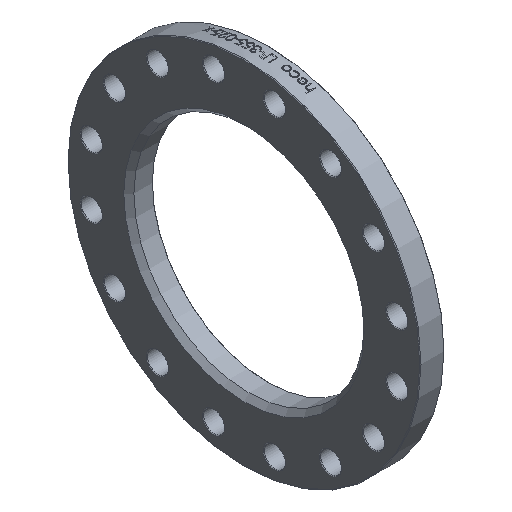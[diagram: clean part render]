
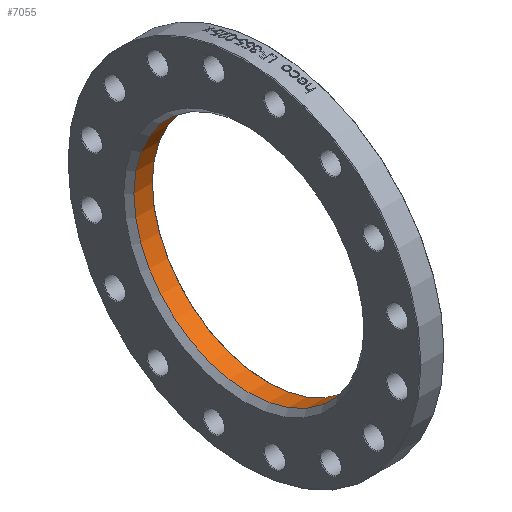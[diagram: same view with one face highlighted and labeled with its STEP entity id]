
A CAD part, isometric view. The second image highlights one B-rep face of the part: STEP entity #7055.
In plain terms, the highlighted cylindrical face has radius 181 mm (diameter 362 mm), a full revolution.
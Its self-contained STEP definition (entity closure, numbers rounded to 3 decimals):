
#28 = VERTEX_POINT ( 'NONE', #2945 ) ;
#100 = CIRCLE ( 'NONE', #2083, 181. ) ;
#187 = AXIS2_PLACEMENT_3D ( 'NONE', #2139, #5633, #6837 ) ;
#1198 = CYLINDRICAL_SURFACE ( 'NONE', #3252, 181. ) ;
#1919 = CARTESIAN_POINT ( 'NONE',  ( 0., 0., 0. ) ) ;
#2083 = AXIS2_PLACEMENT_3D ( 'NONE', #7541, #4068, #5104 ) ;
#2139 = CARTESIAN_POINT ( 'NONE',  ( 8., 0., 0. ) ) ;
#2309 = EDGE_CURVE ( 'NONE', #28, #28, #3524, .T. ) ;
#2356 = FACE_OUTER_BOUND ( 'NONE', #2629, .T. ) ;
#2629 = EDGE_LOOP ( 'NONE', ( #6928 ) ) ;
#2945 = CARTESIAN_POINT ( 'NONE',  ( 8., 0., -181. ) ) ;
#3118 = DIRECTION ( 'NONE',  ( -1., 0., 0. ) ) ;
#3162 = ORIENTED_EDGE ( 'NONE', *, *, #7675, .T. ) ;
#3252 = AXIS2_PLACEMENT_3D ( 'NONE', #1919, #3118, #7651 ) ;
#3524 = CIRCLE ( 'NONE', #187, 181. ) ;
#4068 = DIRECTION ( 'NONE',  ( 1., 0., 0. ) ) ;
#4715 = FACE_OUTER_BOUND ( 'NONE', #5530, .T. ) ;
#5104 = DIRECTION ( 'NONE',  ( 0., 0., 1. ) ) ;
#5530 = EDGE_LOOP ( 'NONE', ( #3162 ) ) ;
#5633 = DIRECTION ( 'NONE',  ( -1., 0., 0. ) ) ;
#6043 = CARTESIAN_POINT ( 'NONE',  ( 37., 0., 181. ) ) ;
#6815 = VERTEX_POINT ( 'NONE', #6043 ) ;
#6837 = DIRECTION ( 'NONE',  ( 0., 0., -1. ) ) ;
#6928 = ORIENTED_EDGE ( 'NONE', *, *, #2309, .T. ) ;
#7055 = ADVANCED_FACE ( 'NONE', ( #2356, #4715 ), #1198, .F. ) ;
#7541 = CARTESIAN_POINT ( 'NONE',  ( 37., 0., 0. ) ) ;
#7651 = DIRECTION ( 'NONE',  ( 0., 0., 1. ) ) ;
#7675 = EDGE_CURVE ( 'NONE', #6815, #6815, #100, .T. ) ;
